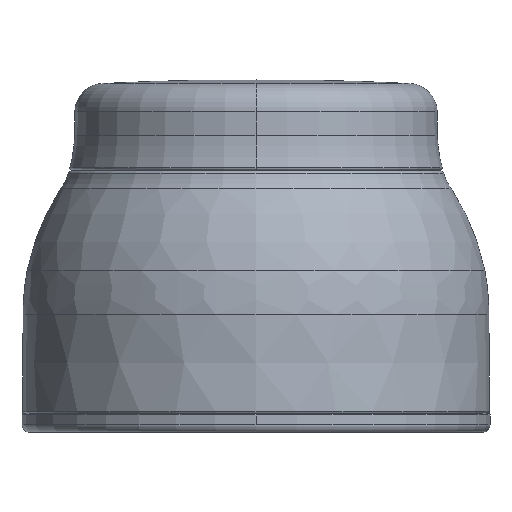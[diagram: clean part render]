
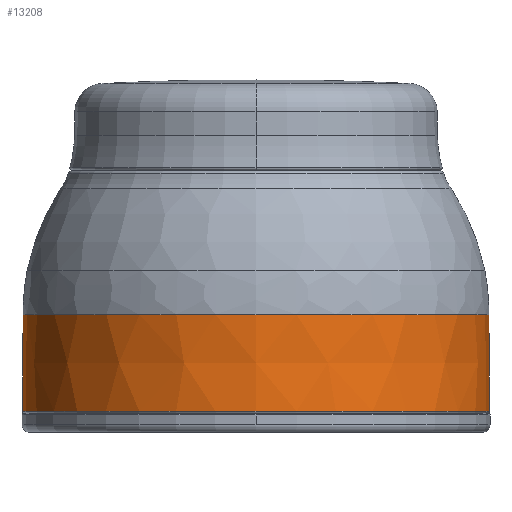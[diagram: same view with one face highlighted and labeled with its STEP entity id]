
A CAD part, front view. The second image highlights one B-rep face of the part: STEP entity #13208.
In plain terms, the highlighted conical face has half-angle 0.308 degrees and reference radius 30.973 mm.
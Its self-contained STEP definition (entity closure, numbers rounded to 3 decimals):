
#319 = DIRECTION ( 'NONE',  ( 0., 0., -1. ) ) ;
#481 = ORIENTED_EDGE ( 'NONE', *, *, #7596, .T. ) ;
#1640 = LINE ( 'NONE', #22802, #15137 ) ;
#2604 = EDGE_CURVE ( 'NONE', #22988, #15719, #3441, .T. ) ;
#3276 = DIRECTION ( 'NONE',  ( -1., 0., 0. ) ) ;
#3441 = CIRCLE ( 'NONE', #7869, 30.904 ) ;
#4352 = ORIENTED_EDGE ( 'NONE', *, *, #22906, .F. ) ;
#4363 = DIRECTION ( 'NONE',  ( -1., 0., 0. ) ) ;
#6252 = CARTESIAN_POINT ( 'NONE',  ( 30.973, 0., 0.302 ) ) ;
#7054 = AXIS2_PLACEMENT_3D ( 'NONE', #18869, #18505, #3276 ) ;
#7596 = EDGE_CURVE ( 'NONE', #15719, #11896, #1640, .T. ) ;
#7792 = CARTESIAN_POINT ( 'NONE',  ( -30.904, 0., 13.119 ) ) ;
#7869 = AXIS2_PLACEMENT_3D ( 'NONE', #21348, #319, #4363 ) ;
#10357 = AXIS2_PLACEMENT_3D ( 'NONE', #14942, #17197, #18945 ) ;
#10761 = EDGE_LOOP ( 'NONE', ( #4352, #12328, #481, #13449 ) ) ;
#11896 = VERTEX_POINT ( 'NONE', #22104 ) ;
#12328 = ORIENTED_EDGE ( 'NONE', *, *, #2604, .T. ) ;
#13169 = CIRCLE ( 'NONE', #10357, 30.973 ) ;
#13208 = ADVANCED_FACE ( 'NONE', ( #22669 ), #17500, .T. ) ;
#13449 = ORIENTED_EDGE ( 'NONE', *, *, #17166, .F. ) ;
#14059 = CARTESIAN_POINT ( 'NONE',  ( 30.904, 0., 13.119 ) ) ;
#14942 = CARTESIAN_POINT ( 'NONE',  ( 0., 0., 0.302 ) ) ;
#15137 = VECTOR ( 'NONE', #16993, 1000. ) ;
#15719 = VERTEX_POINT ( 'NONE', #7792 ) ;
#16993 = DIRECTION ( 'NONE',  ( -0.005, 0., -1. ) ) ;
#17166 = EDGE_CURVE ( 'NONE', #24484, #11896, #13169, .T. ) ;
#17197 = DIRECTION ( 'NONE',  ( 0., 0., -1. ) ) ;
#17500 = CONICAL_SURFACE ( 'NONE', #7054, 30.973, 0.005 ) ;
#18505 = DIRECTION ( 'NONE',  ( 0., 0., -1. ) ) ;
#18869 = CARTESIAN_POINT ( 'NONE',  ( 0., 0., 0.302 ) ) ;
#18945 = DIRECTION ( 'NONE',  ( -1., 0., 0. ) ) ;
#20748 = CARTESIAN_POINT ( 'NONE',  ( 30.973, 0., 0.302 ) ) ;
#21348 = CARTESIAN_POINT ( 'NONE',  ( 0., 0., 13.119 ) ) ;
#22104 = CARTESIAN_POINT ( 'NONE',  ( -30.973, 0., 0.302 ) ) ;
#22649 = VECTOR ( 'NONE', #23268, 1000. ) ;
#22669 = FACE_OUTER_BOUND ( 'NONE', #10761, .T. ) ;
#22802 = CARTESIAN_POINT ( 'NONE',  ( -30.973, 0., 0.302 ) ) ;
#22906 = EDGE_CURVE ( 'NONE', #22988, #24484, #24778, .T. ) ;
#22988 = VERTEX_POINT ( 'NONE', #14059 ) ;
#23268 = DIRECTION ( 'NONE',  ( 0.005, 0., -1. ) ) ;
#24484 = VERTEX_POINT ( 'NONE', #20748 ) ;
#24778 = LINE ( 'NONE', #6252, #22649 ) ;
